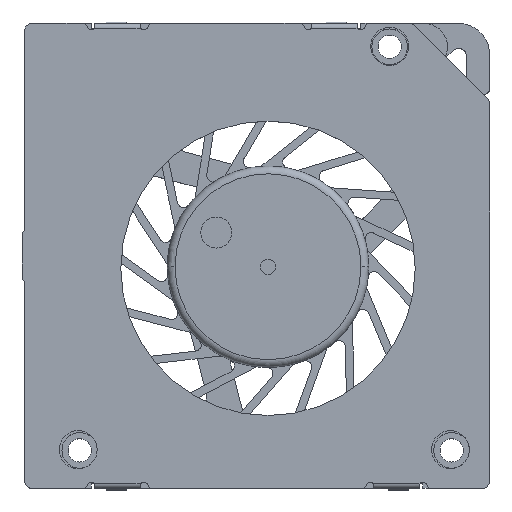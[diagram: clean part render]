
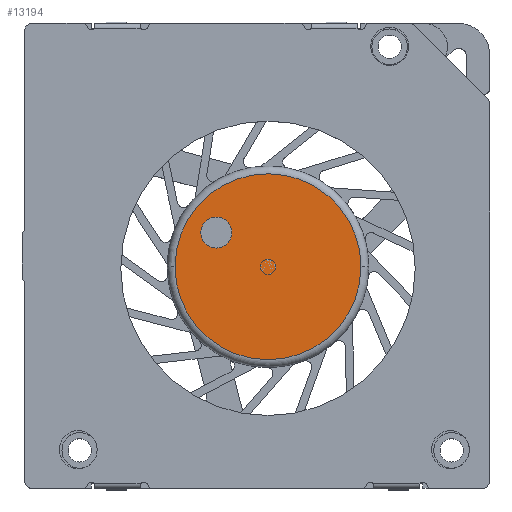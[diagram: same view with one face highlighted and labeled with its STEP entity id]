
A CAD part, top view. The second image highlights one B-rep face of the part: STEP entity #13194.
In plain terms, the highlighted planar face has unit normal (0, 0, 1).
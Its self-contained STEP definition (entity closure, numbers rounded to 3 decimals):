
#10498=CARTESIAN_POINT('',(0.,0.,3.2));
#10499=DIRECTION('',(0.,0.,1.));
#10500=DIRECTION('',(1.,-0.011,0.));
#10501=AXIS2_PLACEMENT_3D('',#10498,#10499,#10500);
#10518=CARTESIAN_POINT('',(0.,0.,3.2));
#10519=DIRECTION('',(0.,0.,-1.));
#10520=DIRECTION('',(-1.,0.011,0.));
#10521=AXIS2_PLACEMENT_3D('',#10518,#10519,#10520);
#10523=CARTESIAN_POINT('',(0.,0.,3.2));
#10524=DIRECTION('',(0.,0.,-1.));
#10525=DIRECTION('',(1.,-0.011,0.));
#10526=AXIS2_PLACEMENT_3D('',#10523,#10524,#10525);
#10528=CARTESIAN_POINT('',(-3.336,2.208,3.2));
#10529=DIRECTION('',(0.,0.,1.));
#10530=DIRECTION('',(0.,1.,0.));
#10531=AXIS2_PLACEMENT_3D('',#10528,#10529,#10530);
#10533=CARTESIAN_POINT('',(-3.336,2.208,3.2));
#10534=DIRECTION('',(0.,0.,1.));
#10535=DIRECTION('',(0.,-1.,0.));
#10536=AXIS2_PLACEMENT_3D('',#10533,#10534,#10535);
#10538=CARTESIAN_POINT('',(0.,0.,3.2));
#10539=DIRECTION('',(0.,0.,1.));
#10540=DIRECTION('',(-1.,0.011,0.));
#10541=AXIS2_PLACEMENT_3D('',#10538,#10539,#10540);
#12646=CARTESIAN_POINT('',(6.,-0.065,3.2));
#12647=CARTESIAN_POINT('',(-6.,0.,3.2));
#12648=VERTEX_POINT('',#12646);
#12649=VERTEX_POINT('',#12647);
#12650=CARTESIAN_POINT('',(6.,0.,3.2));
#12651=VERTEX_POINT('',#12650);
#12652=CARTESIAN_POINT('',(-6.,0.065,3.2));
#12653=VERTEX_POINT('',#12652);
#12654=CARTESIAN_POINT('',(-3.336,3.208,3.2));
#12655=CARTESIAN_POINT('',(-3.336,1.208,3.2));
#12656=VERTEX_POINT('',#12654);
#12657=VERTEX_POINT('',#12655);
#13175=CARTESIAN_POINT('',(0.,0.,3.2));
#13176=DIRECTION('',(0.,0.,-1.));
#13177=DIRECTION('',(1.,0.,0.));
#13178=AXIS2_PLACEMENT_3D('',#13175,#13176,#13177);
#13179=PLANE('',#13178);
#13181=ORIENTED_EDGE('',*,*,#13180,.F.);
#13183=ORIENTED_EDGE('',*,*,#13182,.T.);
#13184=ORIENTED_EDGE('',*,*,#13164,.F.);
#13185=ORIENTED_EDGE('',*,*,#13162,.T.);
#13186=EDGE_LOOP('',(#13181,#13183,#13184,#13185));
#13187=FACE_OUTER_BOUND('',#13186,.F.);
#13189=ORIENTED_EDGE('',*,*,#13188,.T.);
#13191=ORIENTED_EDGE('',*,*,#13190,.T.);
#13192=EDGE_LOOP('',(#13189,#13191));
#13193=FACE_BOUND('',#13192,.F.);
#10502=CIRCLE('',#10501,6.);
#10522=CIRCLE('',#10521,6.);
#10527=CIRCLE('',#10526,6.);
#10532=CIRCLE('',#10531,1.);
#10537=CIRCLE('',#10536,1.);
#10542=CIRCLE('',#10541,6.);
#13162=EDGE_CURVE('',#12648,#12649,#10527,.T.);
#13164=EDGE_CURVE('',#12648,#12651,#10502,.T.);
#13180=EDGE_CURVE('',#12653,#12649,#10542,.T.);
#13182=EDGE_CURVE('',#12653,#12651,#10522,.T.);
#13188=EDGE_CURVE('',#12656,#12657,#10532,.T.);
#13190=EDGE_CURVE('',#12657,#12656,#10537,.T.);
#13194=ADVANCED_FACE('',(#13187,#13193),#13179,.F.);
